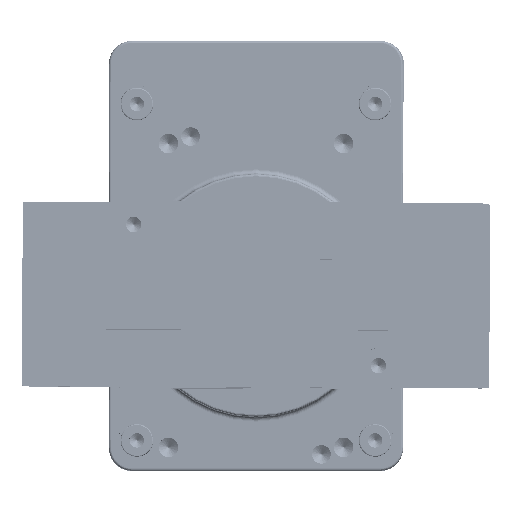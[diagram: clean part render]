
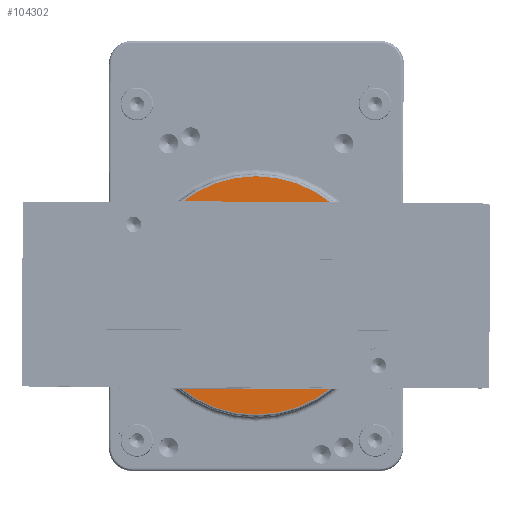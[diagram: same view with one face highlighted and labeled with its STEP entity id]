
A CAD part, top view. The second image highlights one B-rep face of the part: STEP entity #104302.
In plain terms, the highlighted face is planar.
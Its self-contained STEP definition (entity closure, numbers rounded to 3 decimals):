
#18991 = CARTESIAN_POINT ( 'NONE',  ( 0., -52., 0. ) ) ;
#31649 = VERTEX_POINT ( 'NONE', #67420 ) ;
#34021 = ORIENTED_EDGE ( 'NONE', *, *, #55598, .T. ) ;
#37718 = FACE_OUTER_BOUND ( 'NONE', #97352, .T. ) ;
#38361 = AXIS2_PLACEMENT_3D ( 'NONE', #95321, #50743, #104713 ) ;
#50743 = DIRECTION ( 'NONE',  ( 0., -1., 0. ) ) ;
#51066 = DIRECTION ( 'NONE',  ( 0., 0., -1. ) ) ;
#54172 = EDGE_CURVE ( 'NONE', #60332, #60332, #88933, .T. ) ;
#54677 = DIRECTION ( 'NONE',  ( 0., -1., 0. ) ) ;
#55598 = EDGE_CURVE ( 'NONE', #31649, #31649, #103964, .T. ) ;
#55764 = AXIS2_PLACEMENT_3D ( 'NONE', #18991, #54677, #109208 ) ;
#60332 = VERTEX_POINT ( 'NONE', #67973 ) ;
#62914 = FACE_BOUND ( 'NONE', #100025, .T. ) ;
#67420 = CARTESIAN_POINT ( 'NONE',  ( 0., -52., -25.5 ) ) ;
#67973 = CARTESIAN_POINT ( 'NONE',  ( 0., -52., -18.2 ) ) ;
#78053 = DIRECTION ( 'NONE',  ( 0., -1., 0. ) ) ;
#83412 = AXIS2_PLACEMENT_3D ( 'NONE', #104471, #78053, #51066 ) ;
#88933 = CIRCLE ( 'NONE', #38361, 18.2 ) ;
#95321 = CARTESIAN_POINT ( 'NONE',  ( 0., -52., 0. ) ) ;
#95322 = ORIENTED_EDGE ( 'NONE', *, *, #54172, .F. ) ;
#97352 = EDGE_LOOP ( 'NONE', ( #34021 ) ) ;
#98692 = PLANE ( 'NONE',  #55764 ) ;
#100025 = EDGE_LOOP ( 'NONE', ( #95322 ) ) ;
#103964 = CIRCLE ( 'NONE', #83412, 25.5 ) ;
#104302 = ADVANCED_FACE ( 'NONE', ( #62914, #37718 ), #98692, .T. ) ;
#104471 = CARTESIAN_POINT ( 'NONE',  ( 0., -52., 0. ) ) ;
#104713 = DIRECTION ( 'NONE',  ( 0., 0., -1. ) ) ;
#109208 = DIRECTION ( 'NONE',  ( 0., 0., -1. ) ) ;
